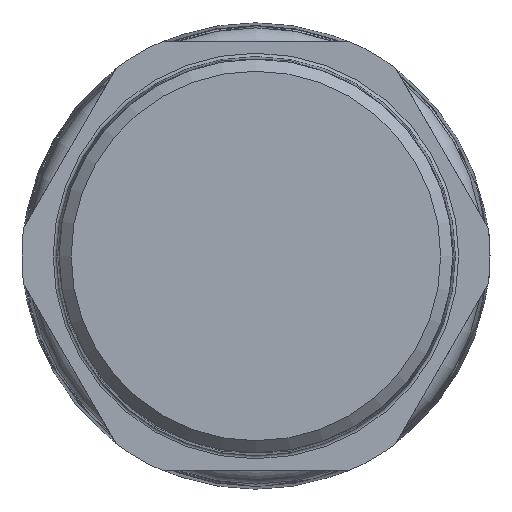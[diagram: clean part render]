
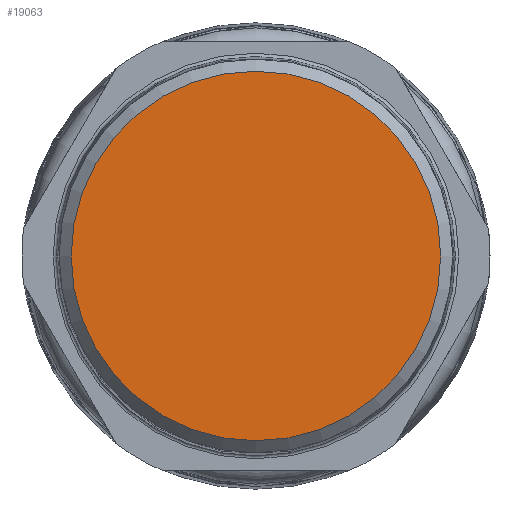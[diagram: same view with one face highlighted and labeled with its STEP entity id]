
A CAD part, left-side view. The second image highlights one B-rep face of the part: STEP entity #19063.
In plain terms, the highlighted planar face has unit normal (-1, 0, 0).
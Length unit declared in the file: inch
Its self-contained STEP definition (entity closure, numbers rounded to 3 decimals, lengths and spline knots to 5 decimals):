
#1711=CIRCLE('',#20850,1.10014);
#1712=CIRCLE('',#20851,1.10014);
#2892=FACE_OUTER_BOUND('',#3963,.T.);
#3963=EDGE_LOOP('',(#16420,#16421));
#8135=VERTEX_POINT('',#38815);
#8136=VERTEX_POINT('',#38816);
#10908=EDGE_CURVE('',#8135,#8136,#1711,.T.);
#10909=EDGE_CURVE('',#8136,#8135,#1712,.T.);
#16420=ORIENTED_EDGE('',*,*,#10908,.T.);
#16421=ORIENTED_EDGE('',*,*,#10909,.T.);
#17015=PLANE('',#20849);
#19063=ADVANCED_FACE('',(#2892),#17015,.T.);
#20849=AXIS2_PLACEMENT_3D('',#38814,#25200,#25201);
#20850=AXIS2_PLACEMENT_3D('',#38817,#25202,#25203);
#20851=AXIS2_PLACEMENT_3D('',#38818,#25204,#25205);
#25200=DIRECTION('center_axis',(-1.,0.,0.));
#25201=DIRECTION('ref_axis',(0.,1.,0.));
#25202=DIRECTION('center_axis',(-1.,0.,0.));
#25203=DIRECTION('ref_axis',(0.,-1.,0.));
#25204=DIRECTION('center_axis',(-1.,0.,0.));
#25205=DIRECTION('ref_axis',(0.,-1.,0.));
#38814=CARTESIAN_POINT('Origin',(-4.06816,-1.16946,0.));
#38815=CARTESIAN_POINT('',(-4.06816,-1.10014,0.));
#38816=CARTESIAN_POINT('',(-4.06816,1.10014,0.));
#38817=CARTESIAN_POINT('Origin',(-4.06816,0.,
0.));
#38818=CARTESIAN_POINT('Origin',(-4.06816,0.,
0.));
